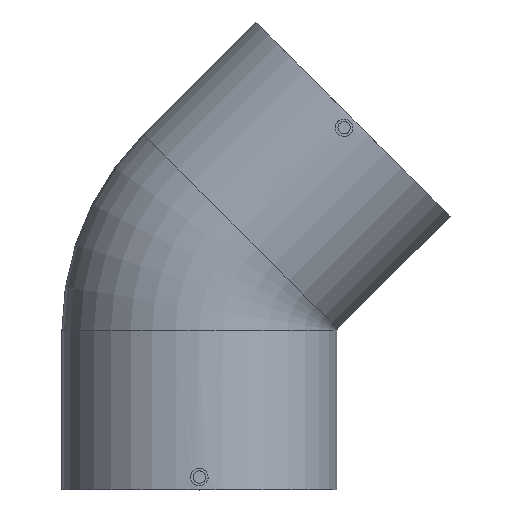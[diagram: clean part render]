
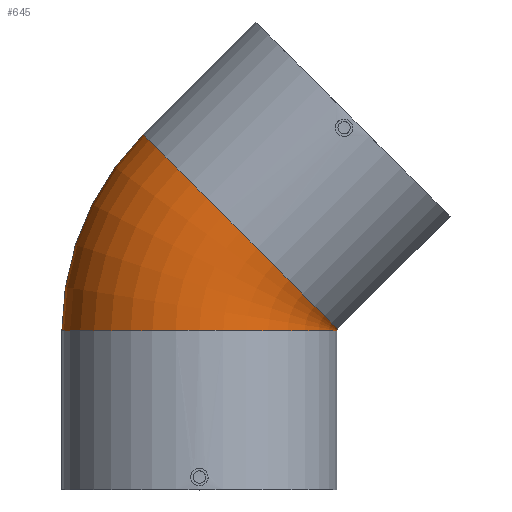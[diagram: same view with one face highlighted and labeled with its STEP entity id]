
A CAD part, top view. The second image highlights one B-rep face of the part: STEP entity #645.
In plain terms, the highlighted toroidal (fillet/blend) face has major radius 113 mm and minor radius 111 mm.
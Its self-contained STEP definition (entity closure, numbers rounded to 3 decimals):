
#5 = DIRECTION ( 'NONE',  ( 0., 0., -1. ) ) ;
#15 = ORIENTED_EDGE ( 'NONE', *, *, #875, .F. ) ;
#46 = CIRCLE ( 'NONE', #934, 111. ) ;
#86 = DIRECTION ( 'NONE',  ( -1., 0., 0. ) ) ;
#113 = CIRCLE ( 'NONE', #290, 2. ) ;
#133 = DIRECTION ( 'NONE',  ( 0., 0., 1. ) ) ;
#238 = AXIS2_PLACEMENT_3D ( 'NONE', #637, #534, #380 ) ;
#290 = AXIS2_PLACEMENT_3D ( 'NONE', #497, #5, #86 ) ;
#312 = AXIS2_PLACEMENT_3D ( 'NONE', #552, #903, #711 ) ;
#347 = CIRCLE ( 'NONE', #762, 111. ) ;
#380 = DIRECTION ( 'NONE',  ( -1., 0., 0. ) ) ;
#443 = VERTEX_POINT ( 'NONE', #474 ) ;
#445 = EDGE_CURVE ( 'NONE', #638, #840, #46, .T. ) ;
#454 = CARTESIAN_POINT ( 'NONE',  ( -111., 128.344, 0. ) ) ;
#455 = ORIENTED_EDGE ( 'NONE', *, *, #929, .T. ) ;
#474 = CARTESIAN_POINT ( 'NONE',  ( 111.586, 129.758, 0. ) ) ;
#491 = CARTESIAN_POINT ( 'NONE',  ( 0., 128.344, 0. ) ) ;
#497 = CARTESIAN_POINT ( 'NONE',  ( 113., 128.344, 0. ) ) ;
#526 = ORIENTED_EDGE ( 'NONE', *, *, #847, .F. ) ;
#534 = DIRECTION ( 'NONE',  ( 0., 0., -1. ) ) ;
#552 = CARTESIAN_POINT ( 'NONE',  ( 113., 128.344, 0. ) ) ;
#568 = TOROIDAL_SURFACE ( 'NONE', #238, 113., 111. ) ;
#571 = CARTESIAN_POINT ( 'NONE',  ( 111., 128.344, 0. ) ) ;
#600 = VERTEX_POINT ( 'NONE', #839 ) ;
#635 = CARTESIAN_POINT ( 'NONE',  ( 33.097, 208.247, 0. ) ) ;
#637 = CARTESIAN_POINT ( 'NONE',  ( 113., 128.344, 0. ) ) ;
#638 = VERTEX_POINT ( 'NONE', #454 ) ;
#645 = ADVANCED_FACE ( 'NONE', ( #1047 ), #568, .T. ) ;
#655 = DIRECTION ( 'NONE',  ( 0., 1., 0. ) ) ;
#709 = EDGE_LOOP ( 'NONE', ( #526, #771, #455, #15 ) ) ;
#711 = DIRECTION ( 'NONE',  ( -1., 0., 0. ) ) ;
#729 = DIRECTION ( 'NONE',  ( 0., 0., 1. ) ) ;
#762 = AXIS2_PLACEMENT_3D ( 'NONE', #635, #1044, #133 ) ;
#771 = ORIENTED_EDGE ( 'NONE', *, *, #445, .T. ) ;
#839 = CARTESIAN_POINT ( 'NONE',  ( -45.392, 286.736, 0. ) ) ;
#840 = VERTEX_POINT ( 'NONE', #571 ) ;
#847 = EDGE_CURVE ( 'NONE', #638, #600, #1032, .T. ) ;
#875 = EDGE_CURVE ( 'NONE', #600, #443, #347, .T. ) ;
#903 = DIRECTION ( 'NONE',  ( 0., 0., -1. ) ) ;
#929 = EDGE_CURVE ( 'NONE', #840, #443, #113, .T. ) ;
#934 = AXIS2_PLACEMENT_3D ( 'NONE', #491, #655, #729 ) ;
#1032 = CIRCLE ( 'NONE', #312, 224. ) ;
#1044 = DIRECTION ( 'NONE',  ( 0.707, 0.707, 0. ) ) ;
#1047 = FACE_OUTER_BOUND ( 'NONE', #709, .T. ) ;
